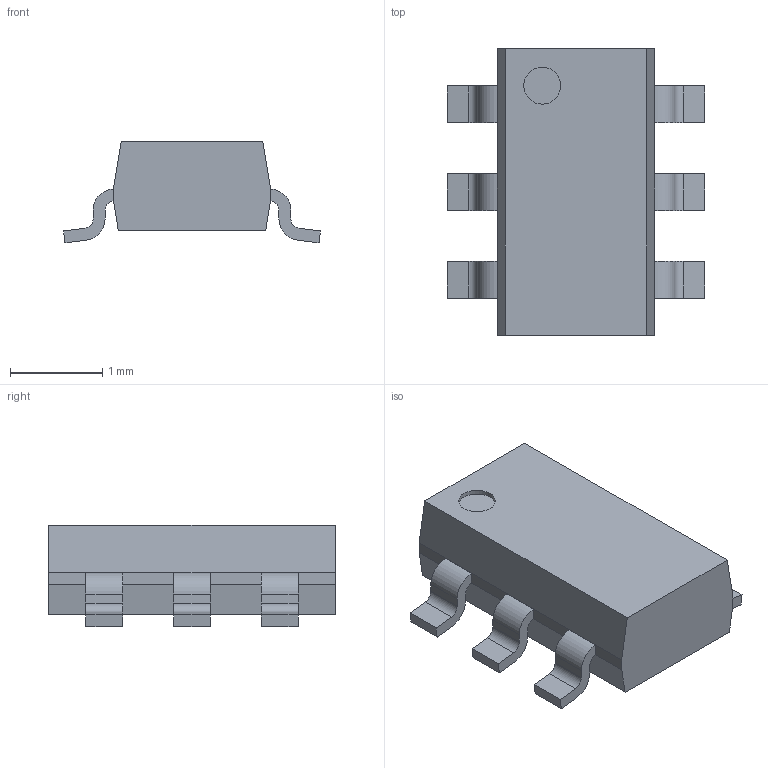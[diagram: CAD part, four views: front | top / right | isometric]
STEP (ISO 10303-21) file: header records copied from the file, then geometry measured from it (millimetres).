
FILE_DESCRIPTION(/* description */ (''),/* implementation_level */ '2;1');
FILE_NAME(/* name */ 'SOT95P275X110-6N.stp',/* time_stamp */ '2015-04-20T11:42:26+02:00',/* author */ ('admchouv'),/* organization */ (''),/* preprocessor_version */ 'ST-DEVELOPER v15.5',/* originating_system */ 'AutoCAD Mechanical',/* authorisation */ '');
FILE_SCHEMA (('AUTOMOTIVE_DESIGN { 1 0 10303 214 3 1 1 }'));
Length unit declared in the file: millimetre
Products named in the file (1): Product
Bounding box: 2.78 x 3.1 x 1.1 mm (x, y, z)
Volume: 5.2 mm3; surface area: 24.8 mm2
Topology: 7 solids, 7 shells, 84 faces, 208 edges, 140 vertices
Faces by surface type: plane 59, cylinder 25
Full cylindrical faces by diameter (mm): 0.4 x1
Entity records: 2519 total; most frequent: CARTESIAN_POINT 432, DIRECTION 427, ORIENTED_EDGE 412, EDGE_CURVE 206, LINE 157, VECTOR 157, VERTEX_POINT 138, AXIS2_PLACEMENT_3D 135
